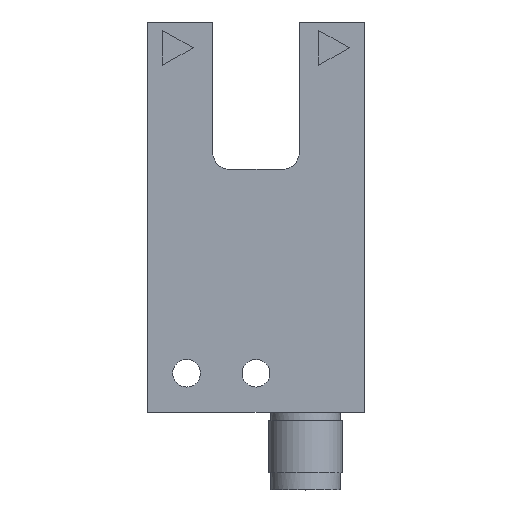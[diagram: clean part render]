
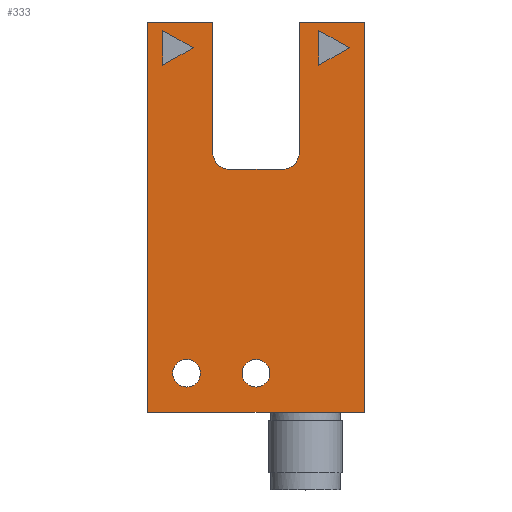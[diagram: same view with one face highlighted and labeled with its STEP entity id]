
A CAD part, top view. The second image highlights one B-rep face of the part: STEP entity #333.
In plain terms, the highlighted planar face has unit normal (0, 0, 1).
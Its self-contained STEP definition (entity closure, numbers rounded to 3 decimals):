
#167=EDGE_CURVE('',#375,#215,#469,.T.);
#169=EDGE_CURVE('',#191,#317,#471,.T.);
#171=EDGE_CURVE('',#317,#473,#474,.T.);
#179=VERTEX_POINT('',#484);
#183=VERTEX_POINT('',#488);
#191=VERTEX_POINT('',#497);
#205=VERTEX_POINT('',#516);
#213=VERTEX_POINT('',#525);
#215=VERTEX_POINT('',#527);
#227=VERTEX_POINT('',#543);
#241=EDGE_CURVE('',#560,#281,#561,.T.);
#273=EDGE_CURVE('',#606,#191,#607,.T.);
#281=VERTEX_POINT('',#617);
#295=EDGE_CURVE('',#179,#632,#633,.T.);
#297=EDGE_CURVE('',#473,#227,#635,.T.);
#307=EDGE_CURVE('',#213,#331,#647,.T.);
#317=VERTEX_POINT('',#660);
#331=VERTEX_POINT('',#680);
#333=ADVANCED_FACE('',(#682,#683,#684,#685,#686),#687,.T.);
#337=EDGE_CURVE('',#215,#606,#691,.T.);
#349=EDGE_CURVE('',#375,#183,#705,.T.);
#353=EDGE_CURVE('',#331,#361,#709,.T.);
#361=VERTEX_POINT('',#718);
#373=EDGE_CURVE('',#205,#213,#734,.T.);
#375=VERTEX_POINT('',#736);
#387=EDGE_CURVE('',#183,#205,#751,.T.);
#405=EDGE_CURVE('',#632,#179,#775,.T.);
#429=EDGE_CURVE('',#227,#361,#807,.T.);
#449=EDGE_CURVE('',#281,#560,#833,.T.);
#469=LINE('',#844,#845);
#471=LINE('',#848,#849);
#473=VERTEX_POINT('',#852);
#474=CIRCLE('',#853,2.0);
#484=CARTESIAN_POINT('',(-1.6,-13.522,5.));
#488=CARTESIAN_POINT('',(12.5,26.978,5.));
#497=CARTESIAN_POINT('',(3.0,9.978,5.));
#516=CARTESIAN_POINT('',(12.5,-18.022,5.));
#525=CARTESIAN_POINT('',(-12.5,-18.022,5.));
#527=CARTESIAN_POINT('',(5.0,11.978,5.));
#543=CARTESIAN_POINT('',(-5.,11.978,5.));
#560=VERTEX_POINT('',#951);
#561=CIRCLE('',#952,1.6);
#606=VERTEX_POINT('',#1004);
#607=CIRCLE('',#1005,2.0);
#617=CARTESIAN_POINT('',(-9.6,-13.522,5.));
#632=VERTEX_POINT('',#1037);
#633=CIRCLE('',#1038,1.6);
#635=CIRCLE('',#1041,2.0);
#647=LINE('',#1057,#1058);
#660=CARTESIAN_POINT('',(-3.,9.978,5.0));
#680=CARTESIAN_POINT('',(-12.5,26.978,5.));
#682=FACE_BOUND('',#1098,.T.);
#683=FACE_BOUND('',#1099,.T.);
#684=FACE_OUTER_BOUND('',#1100,.T.);
#685=FACE_BOUND('',#1101,.T.);
#686=FACE_BOUND('',#1102,.T.);
#687=PLANE('',#1103);
#691=CIRCLE('',#1110,2.0);
#705=LINE('',#1128,#1129);
#709=LINE('',#1136,#1137);
#718=CARTESIAN_POINT('',(-5.,26.978,5.0));
#734=LINE('',#1171,#1172);
#736=CARTESIAN_POINT('',(5.0,26.978,5.));
#751=LINE('',#1216,#1217);
#775=CIRCLE('',#1244,1.6);
#807=LINE('',#1312,#1313);
#833=CIRCLE('',#1341,1.6);
#844=CARTESIAN_POINT('',(5.0,16.837,5.));
#845=VECTOR('',#1345,1.0);
#848=CARTESIAN_POINT('',(1.5,9.978,5.));
#849=VECTOR('',#1346,1.0);
#852=CARTESIAN_POINT('',(-4.414,10.564,5.));
#853=AXIS2_PLACEMENT_3D('',#1347,#1348,#1349);
#951=CARTESIAN_POINT('',(-6.4,-13.522,5.));
#952=AXIS2_PLACEMENT_3D('',#1462,#1463,#1464);
#1004=CARTESIAN_POINT('',(4.414,10.564,5.));
#1005=AXIS2_PLACEMENT_3D('',#1546,#1547,#1548);
#1037=CARTESIAN_POINT('',(1.6,-13.522,5.));
#1038=AXIS2_PLACEMENT_3D('',#1575,#1576,#1577);
#1041=AXIS2_PLACEMENT_3D('',#1578,#1579,#1580);
#1057=CARTESIAN_POINT('',(-12.5,-18.022,5.));
#1058=VECTOR('',#1594,1.0);
#1098=EDGE_LOOP('',(#1644,#1645,#1646));
#1099=EDGE_LOOP('',(#1647,#1648,#1649));
#1100=EDGE_LOOP('',(#1650,#1651,#1652,#1653,#1654,#1655,#1656,#1657,#1658,#1659,#1660,#1661));
#1101=EDGE_LOOP('',(#1662,#1663));
#1102=EDGE_LOOP('',(#1664,#1665));
#1103=AXIS2_PLACEMENT_3D('',#1666,#1667,#1668);
#1110=AXIS2_PLACEMENT_3D('',#1670,#1671,#1672);
#1128=CARTESIAN_POINT('',(2.5,26.978,5.));
#1129=VECTOR('',#1692,1.0);
#1136=CARTESIAN_POINT('',(-12.5,26.978,5.));
#1137=VECTOR('',#1694,1.0);
#1171=CARTESIAN_POINT('',(12.5,-18.022,5.));
#1172=VECTOR('',#1737,1.0);
#1216=CARTESIAN_POINT('',(12.5,26.978,5.));
#1217=VECTOR('',#1757,1.0);
#1244=AXIS2_PLACEMENT_3D('',#1805,#1806,#1807);
#1312=CARTESIAN_POINT('',(-5.,9.337,5.));
#1313=VECTOR('',#1857,1.0);
#1341=AXIS2_PLACEMENT_3D('',#1901,#1902,#1903);
#1345=DIRECTION('',(0.,-1.0,0.0));
#1346=DIRECTION('',(-1.0,0.,0.));
#1347=CARTESIAN_POINT('',(-3.,11.978,5.));
#1348=DIRECTION('',(0.,0.,-1.0));
#1349=DIRECTION('',(-0.707,-0.707,0.));
#1462=CARTESIAN_POINT('',(-8.,-13.522,5.));
#1463=DIRECTION('',(0.,0.,-1.0));
#1464=DIRECTION('',(1.0,0.,0.));
#1546=CARTESIAN_POINT('',(3.0,11.978,5.));
#1547=DIRECTION('',(0.,0.,-1.0));
#1548=DIRECTION('',(0.707,-0.707,0.));
#1575=CARTESIAN_POINT('',(0.,-13.522,5.));
#1576=DIRECTION('',(0.,0.,-1.0));
#1577=DIRECTION('',(1.0,0.,0.));
#1578=CARTESIAN_POINT('',(-3.,11.978,5.));
#1579=DIRECTION('',(0.,0.,-1.0));
#1580=DIRECTION('',(-0.707,-0.707,0.));
#1594=DIRECTION('',(0.,1.0,0.));
#1644=ORIENTED_EDGE('',*,*,#1957,.T.);
#1645=ORIENTED_EDGE('',*,*,#1942,.T.);
#1646=ORIENTED_EDGE('',*,*,#1937,.T.);
#1647=ORIENTED_EDGE('',*,*,#1963,.T.);
#1648=ORIENTED_EDGE('',*,*,#1980,.T.);
#1649=ORIENTED_EDGE('',*,*,#1981,.T.);
#1650=ORIENTED_EDGE('',*,*,#429,.T.);
#1651=ORIENTED_EDGE('',*,*,#353,.F.);
#1652=ORIENTED_EDGE('',*,*,#307,.F.);
#1653=ORIENTED_EDGE('',*,*,#373,.F.);
#1654=ORIENTED_EDGE('',*,*,#387,.F.);
#1655=ORIENTED_EDGE('',*,*,#349,.F.);
#1656=ORIENTED_EDGE('',*,*,#167,.T.);
#1657=ORIENTED_EDGE('',*,*,#337,.T.);
#1658=ORIENTED_EDGE('',*,*,#273,.T.);
#1659=ORIENTED_EDGE('',*,*,#169,.T.);
#1660=ORIENTED_EDGE('',*,*,#171,.T.);
#1661=ORIENTED_EDGE('',*,*,#297,.T.);
#1662=ORIENTED_EDGE('',*,*,#295,.T.);
#1663=ORIENTED_EDGE('',*,*,#405,.T.);
#1664=ORIENTED_EDGE('',*,*,#449,.T.);
#1665=ORIENTED_EDGE('',*,*,#241,.T.);
#1666=CARTESIAN_POINT('',(0.,6.697,5.));
#1667=DIRECTION('',(0.,0.,1.0));
#1668=DIRECTION('',(1.0,0.,0.));
#1670=CARTESIAN_POINT('',(3.0,11.978,5.));
#1671=DIRECTION('',(0.,0.,-1.0));
#1672=DIRECTION('',(0.707,-0.707,0.));
#1692=DIRECTION('',(1.0,0.,0.));
#1694=DIRECTION('',(1.0,0.,0.));
#1737=DIRECTION('',(-1.0,0.,0.));
#1757=DIRECTION('',(0.,-1.0,0.));
#1805=CARTESIAN_POINT('',(0.,-13.522,5.));
#1806=DIRECTION('',(0.,0.,-1.0));
#1807=DIRECTION('',(1.0,0.,0.));
#1857=DIRECTION('',(0.,1.0,0.0));
#1901=CARTESIAN_POINT('',(-8.,-13.522,5.));
#1902=DIRECTION('',(0.,0.,-1.0));
#1903=DIRECTION('',(1.0,0.,0.));
#1937=EDGE_CURVE('',#2056,#2057,#2058,.T.);
#1942=EDGE_CURVE('',#2065,#2056,#2066,.T.);
#1957=EDGE_CURVE('',#2057,#2065,#2084,.T.);
#1963=EDGE_CURVE('',#2090,#2091,#2092,.T.);
#1980=EDGE_CURVE('',#2091,#2117,#2118,.T.);
#1981=EDGE_CURVE('',#2117,#2090,#2119,.T.);
#2056=VERTEX_POINT('',#2210);
#2057=VERTEX_POINT('',#2211);
#2058=LINE('',#2212,#2213);
#2065=VERTEX_POINT('',#2223);
#2066=LINE('',#2224,#2225);
#2084=LINE('',#2248,#2249);
#2090=VERTEX_POINT('',#2256);
#2091=VERTEX_POINT('',#2257);
#2092=LINE('',#2258,#2259);
#2117=VERTEX_POINT('',#2330);
#2118=LINE('',#2331,#2332);
#2119=LINE('',#2333,#2334);
#2210=CARTESIAN_POINT('',(7.25,22.0,5.));
#2211=CARTESIAN_POINT('',(7.25,26.0,5.));
#2212=CARTESIAN_POINT('',(7.25,14.348,5.));
#2213=VECTOR('',#2404,1.0);
#2223=CARTESIAN_POINT('',(10.75,24.0,5.));
#2224=CARTESIAN_POINT('',(2.971,19.555,5.));
#2225=VECTOR('',#2408,1.0);
#2248=CARTESIAN_POINT('',(8.675,25.186,5.));
#2249=VECTOR('',#2420,1.0);
#2256=CARTESIAN_POINT('',(-10.75,26.0,5.));
#2257=CARTESIAN_POINT('',(-7.25,24.0,5.));
#2258=CARTESIAN_POINT('',(-2.54,21.309,5.));
#2259=VECTOR('',#2422,1.0);
#2330=CARTESIAN_POINT('',(-10.75,22.0,5.));
#2331=CARTESIAN_POINT('',(-8.244,23.432,5.));
#2332=VECTOR('',#2446,1.0);
#2333=CARTESIAN_POINT('',(-10.75,14.348,5.));
#2334=VECTOR('',#2447,1.0);
#2404=DIRECTION('',(0.0,1.0,0.));
#2408=DIRECTION('',(-0.868,-0.496,0.));
#2420=DIRECTION('',(0.868,-0.496,0.));
#2422=DIRECTION('',(0.868,-0.496,0.));
#2446=DIRECTION('',(-0.868,-0.496,0.));
#2447=DIRECTION('',(0.0,1.0,0.));
